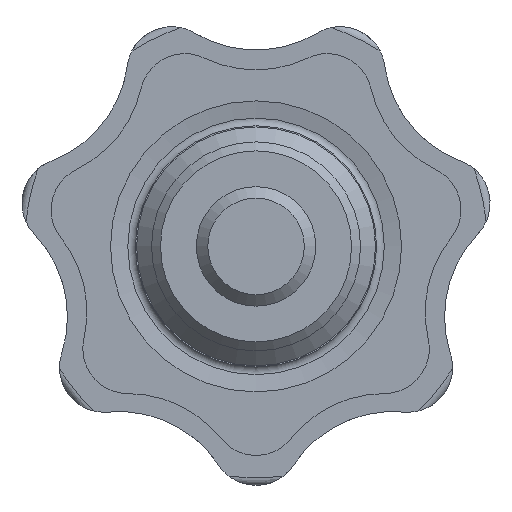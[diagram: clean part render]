
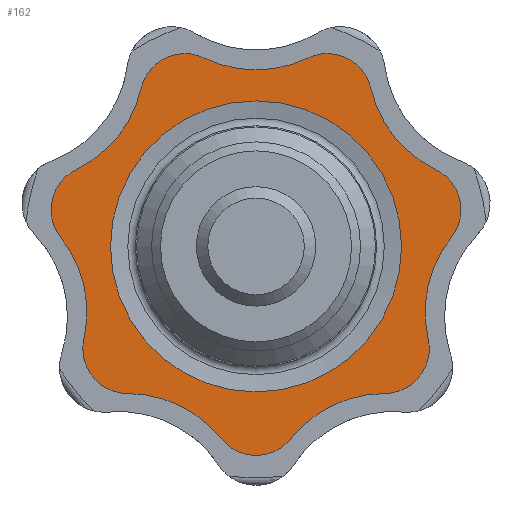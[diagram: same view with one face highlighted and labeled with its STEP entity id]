
A CAD part, front view. The second image highlights one B-rep face of the part: STEP entity #162.
In plain terms, the highlighted planar face has unit normal (0, -1, 0).
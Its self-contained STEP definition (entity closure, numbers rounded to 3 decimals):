
#162 = ADVANCED_FACE( '', ( #334, #335 ), #336, .F. );
#334 = FACE_OUTER_BOUND( '', #505, .T. );
#335 = FACE_BOUND( '', #506, .T. );
#336 = PLANE( '', #507 );
#505 = EDGE_LOOP( '', ( #888, #889, #890, #891, #892, #893, #894, #895, #896, #897, #898, #899, #900, #901 ) );
#506 = EDGE_LOOP( '', ( #902 ) );
#507 = AXIS2_PLACEMENT_3D( '', #903, #904, #905 );
#888 = ORIENTED_EDGE( '', *, *, #1023, .T. );
#889 = ORIENTED_EDGE( '', *, *, #993, .F. );
#890 = ORIENTED_EDGE( '', *, *, #1145, .T. );
#891 = ORIENTED_EDGE( '', *, *, #1048, .F. );
#892 = ORIENTED_EDGE( '', *, *, #1152, .T. );
#893 = ORIENTED_EDGE( '', *, *, #1156, .F. );
#894 = ORIENTED_EDGE( '', *, *, #1114, .T. );
#895 = ORIENTED_EDGE( '', *, *, #998, .F. );
#896 = ORIENTED_EDGE( '', *, *, #1062, .T. );
#897 = ORIENTED_EDGE( '', *, *, #1029, .F. );
#898 = ORIENTED_EDGE( '', *, *, #1037, .T. );
#899 = ORIENTED_EDGE( '', *, *, #1135, .F. );
#900 = ORIENTED_EDGE( '', *, *, #1118, .T. );
#901 = ORIENTED_EDGE( '', *, *, #1006, .F. );
#902 = ORIENTED_EDGE( '', *, *, #1160, .F. );
#903 = CARTESIAN_POINT( '', ( -13.962, 17., -5.635 ) );
#904 = DIRECTION( '', ( 0., 1., 0. ) );
#905 = DIRECTION( '', ( 0., 0., 1. ) );
#993 = EDGE_CURVE( '', #1177, #1172, #1179, .T. );
#998 = EDGE_CURVE( '', #1186, #1181, #1188, .T. );
#1006 = EDGE_CURVE( '', #1200, #1195, #1202, .T. );
#1023 = EDGE_CURVE( '', #1200, #1172, #1231, .T. );
#1029 = EDGE_CURVE( '', #1239, #1234, #1241, .T. );
#1037 = EDGE_CURVE( '', #1239, #1252, #1255, .T. );
#1048 = EDGE_CURVE( '', #1272, #1267, #1274, .T. );
#1062 = EDGE_CURVE( '', #1186, #1234, #1298, .T. );
#1114 = EDGE_CURVE( '', #1378, #1181, #1379, .T. );
#1118 = EDGE_CURVE( '', #1384, #1195, #1385, .T. );
#1135 = EDGE_CURVE( '', #1384, #1252, #1405, .T. );
#1145 = EDGE_CURVE( '', #1177, #1267, #1418, .T. );
#1152 = EDGE_CURVE( '', #1272, #1425, #1428, .T. );
#1156 = EDGE_CURVE( '', #1378, #1425, #1432, .T. );
#1160 = EDGE_CURVE( '', #1436, #1436, #1437, .F. );
#1172 = VERTEX_POINT( '', #1449 );
#1177 = VERTEX_POINT( '', #1455 );
#1179 = CIRCLE( '', #1458, 3. );
#1181 = VERTEX_POINT( '', #1460 );
#1186 = VERTEX_POINT( '', #1466 );
#1188 = CIRCLE( '', #1469, 3. );
#1195 = VERTEX_POINT( '', #1476 );
#1200 = VERTEX_POINT( '', #1482 );
#1202 = CIRCLE( '', #1485, 3. );
#1231 = CIRCLE( '', #1572, 8. );
#1234 = VERTEX_POINT( '', #1575 );
#1239 = VERTEX_POINT( '', #1581 );
#1241 = CIRCLE( '', #1584, 3. );
#1252 = VERTEX_POINT( '', #1624 );
#1255 = CIRCLE( '', #1628, 8. );
#1267 = VERTEX_POINT( '', #1669 );
#1272 = VERTEX_POINT( '', #1675 );
#1274 = CIRCLE( '', #1678, 3. );
#1298 = CIRCLE( '', #1744, 8. );
#1378 = VERTEX_POINT( '', #2132 );
#1379 = CIRCLE( '', #2133, 8. );
#1384 = VERTEX_POINT( '', #2139 );
#1385 = CIRCLE( '', #2140, 8. );
#1405 = CIRCLE( '', #2161, 3. );
#1418 = CIRCLE( '', #2190, 8. );
#1425 = VERTEX_POINT( '', #2198 );
#1428 = CIRCLE( '', #2202, 8. );
#1432 = CIRCLE( '', #2206, 3. );
#1436 = VERTEX_POINT( '', #2210 );
#1437 = CIRCLE( '', #2211, 9.747 );
#1449 = CARTESIAN_POINT( '', ( -11.525, 17., -6.191 ) );
#1455 = CARTESIAN_POINT( '', ( -8.6, 17., -9.858 ) );
#1458 = AXIS2_PLACEMENT_3D( '', #2227, #2228, #2229 );
#1460 = CARTESIAN_POINT( '', ( 13.07, 17., 0.577 ) );
#1466 = CARTESIAN_POINT( '', ( 12.026, 17., 5.151 ) );
#1469 = AXIS2_PLACEMENT_3D( '', #2235, #2236, #2237 );
#1476 = CARTESIAN_POINT( '', ( -12.026, 17., 5.151 ) );
#1482 = CARTESIAN_POINT( '', ( -13.07, 17., 0.577 ) );
#1485 = AXIS2_PLACEMENT_3D( '', #2249, #2250, #2251 );
#1572 = AXIS2_PLACEMENT_3D( '', #2266, #2267, #2268 );
#1575 = CARTESIAN_POINT( '', ( 7.698, 17., 10.578 ) );
#1581 = CARTESIAN_POINT( '', ( 3.471, 17., 12.614 ) );
#1584 = AXIS2_PLACEMENT_3D( '', #2277, #2278, #2279 );
#1624 = CARTESIAN_POINT( '', ( -3.471, 17., 12.614 ) );
#1628 = AXIS2_PLACEMENT_3D( '', #2286, #2287, #2288 );
#1669 = CARTESIAN_POINT( '', ( -2.345, 17., -12.87 ) );
#1675 = CARTESIAN_POINT( '', ( 2.345, 17., -12.87 ) );
#1678 = AXIS2_PLACEMENT_3D( '', #2302, #2303, #2304 );
#1744 = AXIS2_PLACEMENT_3D( '', #2319, #2320, #2321 );
#2132 = CARTESIAN_POINT( '', ( 11.525, 17., -6.191 ) );
#2133 = AXIS2_PLACEMENT_3D( '', #2366, #2367, #2368 );
#2139 = CARTESIAN_POINT( '', ( -7.698, 17., 10.578 ) );
#2140 = AXIS2_PLACEMENT_3D( '', #2373, #2374, #2375 );
#2161 = AXIS2_PLACEMENT_3D( '', #2401, #2402, #2403 );
#2190 = AXIS2_PLACEMENT_3D( '', #2410, #2411, #2412 );
#2198 = CARTESIAN_POINT( '', ( 8.6, 17., -9.858 ) );
#2202 = AXIS2_PLACEMENT_3D( '', #2421, #2422, #2423 );
#2206 = AXIS2_PLACEMENT_3D( '', #2430, #2431, #2432 );
#2210 = CARTESIAN_POINT( '', ( 0., 17., 9.747 ) );
#2211 = AXIS2_PLACEMENT_3D( '', #2436, #2437, #2438 );
#2227 = CARTESIAN_POINT( '', ( -8.6, 17., -6.858 ) );
#2228 = DIRECTION( '', ( 0., 1., 0. ) );
#2229 = DIRECTION( '', ( 1., 0., 0. ) );
#2235 = CARTESIAN_POINT( '', ( 10.724, 17., 2.448 ) );
#2236 = DIRECTION( '', ( 0., 1., 0. ) );
#2237 = DIRECTION( '', ( 1., 0., 0. ) );
#2249 = CARTESIAN_POINT( '', ( -10.724, 17., 2.448 ) );
#2250 = DIRECTION( '', ( 0., 1., 0. ) );
#2251 = DIRECTION( '', ( 1., 0., 0. ) );
#2266 = CARTESIAN_POINT( '', ( -19.324, 17., -4.411 ) );
#2267 = DIRECTION( '', ( 0., 1., 0. ) );
#2268 = DIRECTION( '', ( 1., 0., 0. ) );
#2277 = CARTESIAN_POINT( '', ( 4.773, 17., 9.911 ) );
#2278 = DIRECTION( '', ( 0., 1., 0. ) );
#2279 = DIRECTION( '', ( 1., 0., 0. ) );
#2286 = CARTESIAN_POINT( '', ( 0., 17., 19.821 ) );
#2287 = DIRECTION( '', ( 0., 1., 0. ) );
#2288 = DIRECTION( '', ( 1., 0., 0. ) );
#2302 = CARTESIAN_POINT( '', ( 0., 17., -11. ) );
#2303 = DIRECTION( '', ( 0., 1., 0. ) );
#2304 = DIRECTION( '', ( 1., 0., 0. ) );
#2319 = CARTESIAN_POINT( '', ( 15.497, 17., 12.358 ) );
#2320 = DIRECTION( '', ( 0., 1., 0. ) );
#2321 = DIRECTION( '', ( 1., 0., 0. ) );
#2366 = CARTESIAN_POINT( '', ( 19.324, 17., -4.411 ) );
#2367 = DIRECTION( '', ( 0., 1., 0. ) );
#2368 = DIRECTION( '', ( 1., 0., 0. ) );
#2373 = CARTESIAN_POINT( '', ( -15.497, 17., 12.358 ) );
#2374 = DIRECTION( '', ( 0., 1., 0. ) );
#2375 = DIRECTION( '', ( 1., 0., 0. ) );
#2401 = CARTESIAN_POINT( '', ( -4.773, 17., 9.911 ) );
#2402 = DIRECTION( '', ( 0., 1., 0. ) );
#2403 = DIRECTION( '', ( 1., 0., 0. ) );
#2410 = CARTESIAN_POINT( '', ( -8.6, 17., -17.858 ) );
#2411 = DIRECTION( '', ( 0., 1., 0. ) );
#2412 = DIRECTION( '', ( 1., 0., 0. ) );
#2421 = CARTESIAN_POINT( '', ( 8.6, 17., -17.858 ) );
#2422 = DIRECTION( '', ( 0., 1., 0. ) );
#2423 = DIRECTION( '', ( 1., 0., 0. ) );
#2430 = CARTESIAN_POINT( '', ( 8.6, 17., -6.858 ) );
#2431 = DIRECTION( '', ( 0., 1., 0. ) );
#2432 = DIRECTION( '', ( 1., 0., 0. ) );
#2436 = CARTESIAN_POINT( '', ( 0., 17., 0. ) );
#2437 = DIRECTION( '', ( 0., 1., 0. ) );
#2438 = DIRECTION( '', ( 0., 0., 1. ) );
